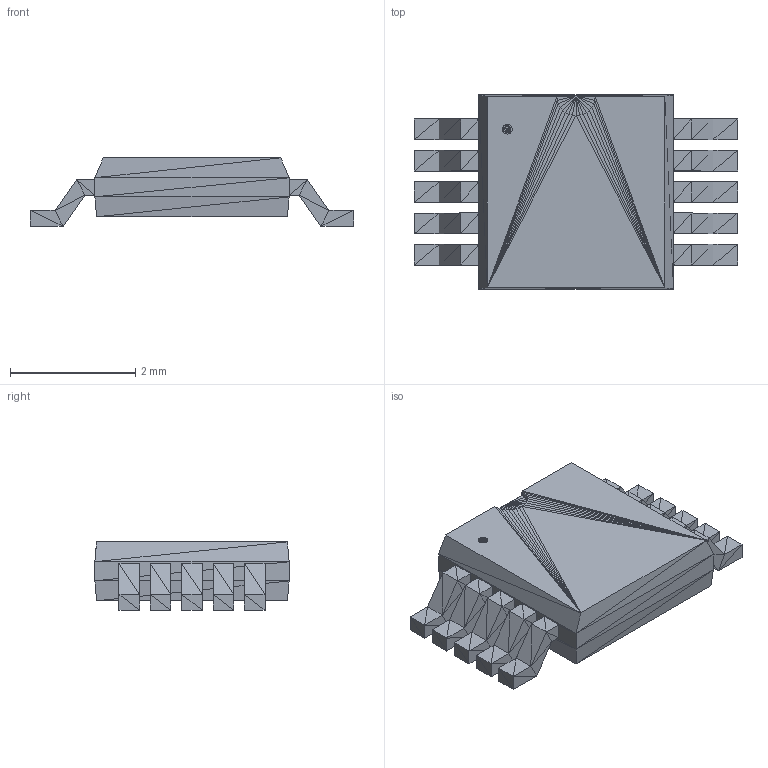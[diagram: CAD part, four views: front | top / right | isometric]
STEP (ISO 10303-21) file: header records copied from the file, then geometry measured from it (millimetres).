
FILE_DESCRIPTION(('STEP AP214'),'1');
FILE_NAME('RM_10','2018-11-09T05:39:48',(''),(''),'','','');
FILE_SCHEMA(('AUTOMOTIVE_DESIGN'));
Length unit declared in the file: millimetre
Products named in the file (1): product
Bounding box: 5.16 x 3.1 x 1.09 mm (x, y, z)
Surface area: 46.3 mm2 (no closed solid volume)
Topology: 0 solids, 509 shells, 509 faces, 1527 edges, 1527 vertices
Faces by surface type: plane 509
Entity records: 16856 total; most frequent: CARTESIAN_POINT 3564, DIRECTION 2547, ORIENTED_EDGE 1527, EDGE_CURVE 1527, VERTEX_POINT 1527, LINE 1527, VECTOR 1527, AXIS2_PLACEMENT_3D 510
